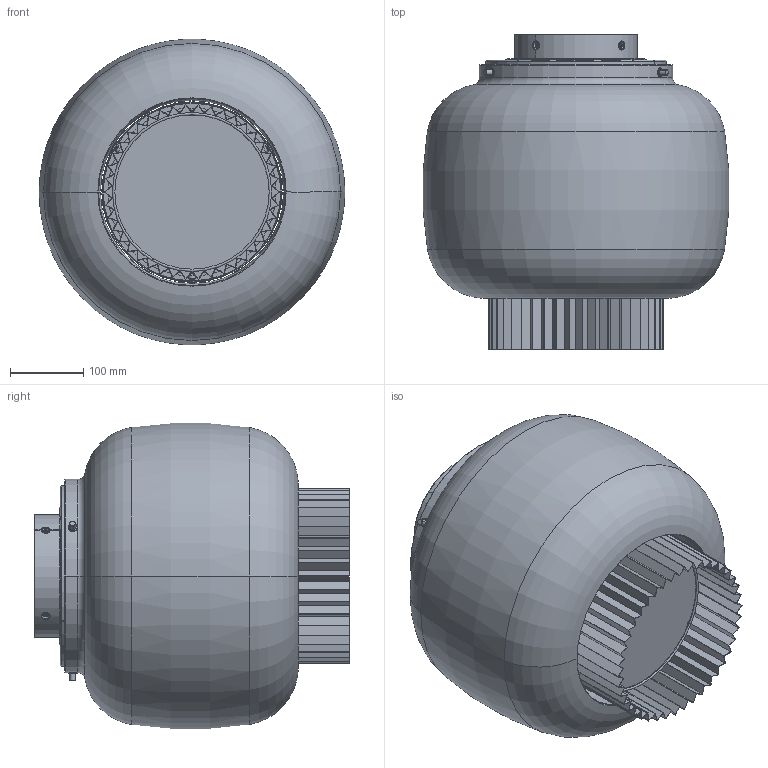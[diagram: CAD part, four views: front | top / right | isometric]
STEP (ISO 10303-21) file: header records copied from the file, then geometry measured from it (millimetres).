
FILE_DESCRIPTION (( 'STEP AP214' ), '1' );
FILE_NAME ('MANILA C GR.STEP', '2021-03-31T08:02:43', ( 'Josep Sancho' ), ( '' ), 'SwSTEP 2.0', 'SolidWorks 2013', '' );
FILE_SCHEMA (( 'AUTOMOTIVE_DESIGN' ));
Length unit declared in the file: millimetre
Products named in the file (18): 061702500000 - CILINDRO CUERPO DIAM.70X82MM; 026703800143 - DISCO DIAM.71X2MM PROTEGIDO; 067606500105 - DIFUS CRISTAL DIAM.420X320MM MANILA TRANSP; 067607200140 - DIFUS PMMA DIAM.216X3MM HIELO 1 CARA MATE; 057607600143 - SOPORTE PARED 158X158MM 4X REMACHE M4 PROTEGIDO; MANILA C GR; 060703000000 - REPULSADO DIAM.166X40MM 4X T.4 EMBUTIDO; 067606701219 - DIFUS TEXTIL ARENAL PIEDRA 405X1189MM PLISADO; 022604400101 - ARAND DENTADA DIN6789A 8 ACERO PAVONADO; 021609000000 - TORNILLO DIN7991 M6x20 INOX; 052501200126 - ESTRUCTURA ARMAZON DIAM.230X296MM PINTURA BLANCO; 061602100000 - ANILLO ARMAZON DIAM.230X3MM (VARILLA); 061602100000 - ANILLO ARMAZON DIAM.230X3MM; 059701900000 - VARILLA M6X35MM; 022601100000 - ARAND PLANA DIN125A 6 INOX; 060705700000 - REPULSADO DIAM.247X35MM; 063601000000 - SEPARADOR DIAM.10X86MM 2XM6; ARANDELA GR
Assembly tree (27 placements, depth 3):
  MANILA C GR
    067606500105 - DIFUS CRISTAL DIAM.420X320MM MANILA TRANSP
    061702500000 - CILINDRO CUERPO DIAM.70X82MM
    063601000000 - SEPARADOR DIAM.10X86MM 2XM6  x3
    060705700000 - REPULSADO DIAM.247X35MM
    022601100000 - ARAND PLANA DIN125A 6 INOX  x3
    059701900000 - VARILLA M6X35MM  x3
    052501200126 - ESTRUCTURA ARMAZON DIAM.230X296MM PINTURA BLANCO
      061602100000 - ANILLO ARMAZON DIAM.230X3MM
      061602100000 - ANILLO ARMAZON DIAM.230X3MM (VARILLA)
    021609000000 - TORNILLO DIN7991 M6x20 INOX  x3
    022604400101 - ARAND DENTADA DIN6789A 8 ACERO PAVONADO  x3
    067606701219 - DIFUS TEXTIL ARENAL PIEDRA 405X1189MM PLISADO
    060703000000 - REPULSADO DIAM.166X40MM 4X T.4 EMBUTIDO
    057607600143 - SOPORTE PARED 158X158MM 4X REMACHE M4 PROTEGIDO
    067607200140 - DIFUS PMMA DIAM.216X3MM HIELO 1 CARA MATE
    026703800143 - DISCO DIAM.71X2MM PROTEGIDO
    ARANDELA GR
Bounding box: 418.57 x 431 x 417.96 mm (x, y, z)
Volume: 3768880.8 mm3; surface area: 2241002.9 mm2
Topology: 27 solids, 27 shells, 1676 faces, 4480 edges, 2786 vertices
Faces by surface type: plane 621, cone 484, cylinder 470, torus 85, bspline 16
Entity records: 44154 total; most frequent: CARTESIAN_POINT 11586, ORIENTED_EDGE 6724, DIRECTION 6648, EDGE_CURVE 3362, AXIS2_PLACEMENT_3D 2223, LINE 2202, VECTOR 2202, VERTEX_POINT 2158
